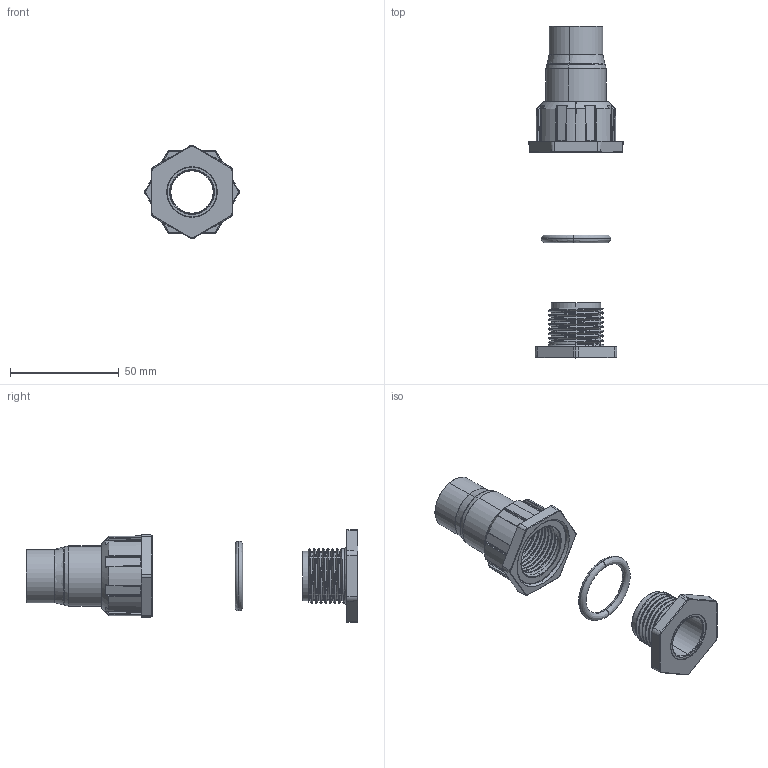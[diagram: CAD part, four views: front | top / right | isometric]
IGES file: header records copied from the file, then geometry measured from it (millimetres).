
Start section: SolidWorks IGES file using analytic representation for surfaces
Global section: file name: NUS-2H.IGS; native system: SolidWorks 2013; preprocessor: SolidWorks 2013; author: user; date: 140730.112503; units: inch
Bounding box: 43.36 x 152.67 x 42.76 mm (x, y, z)
Surface area: 22067.2 mm2 (no closed solid volume)
Topology: 0 solids, 0 shells, 306 faces, 4928 edges, 4904 vertices
Faces by surface type: revolution 164, bspline 142
